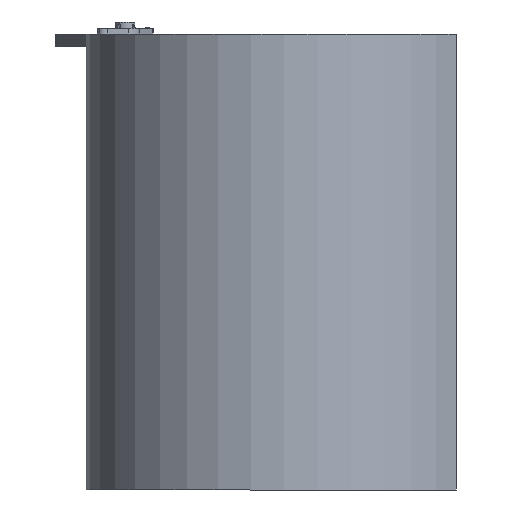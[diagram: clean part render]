
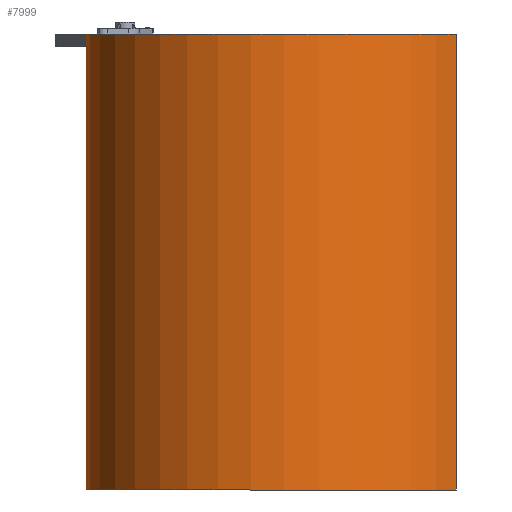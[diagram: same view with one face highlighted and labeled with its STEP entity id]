
A CAD part, front view. The second image highlights one B-rep face of the part: STEP entity #7999.
In plain terms, the highlighted cylindrical face has radius 90.5 mm (diameter 181 mm), a partial arc.
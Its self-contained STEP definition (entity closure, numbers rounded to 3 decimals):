
#472 = DIRECTION ( 'NONE',  ( 0., 0., 1. ) ) ;
#1318 = DIRECTION ( 'NONE',  ( 0., 1., 0. ) ) ;
#1529 = VERTEX_POINT ( 'NONE', #9894 ) ;
#1557 = DIRECTION ( 'NONE',  ( 0., 0., 1. ) ) ;
#3101 = CARTESIAN_POINT ( 'NONE',  ( 10., 1100., 89.946 ) ) ;
#3373 = DIRECTION ( 'NONE',  ( 0., -1., 0. ) ) ;
#3559 = CARTESIAN_POINT ( 'NONE',  ( 0., 205., -90.5 ) ) ;
#3729 = EDGE_CURVE ( 'NONE', #10084, #9200, #6740, .T. ) ;
#4179 = CYLINDRICAL_SURFACE ( 'NONE', #9798, 90.5 ) ;
#4445 = VECTOR ( 'NONE', #6542, 1000. ) ;
#4566 = CARTESIAN_POINT ( 'NONE',  ( 0., 205., 0. ) ) ;
#4709 = LINE ( 'NONE', #3101, #4445 ) ;
#4711 = EDGE_CURVE ( 'NONE', #9200, #9222, #8825, .T. ) ;
#5086 = FACE_OUTER_BOUND ( 'NONE', #8184, .T. ) ;
#5257 = ORIENTED_EDGE ( 'NONE', *, *, #9786, .F. ) ;
#5578 = ORIENTED_EDGE ( 'NONE', *, *, #4711, .T. ) ;
#5994 = ORIENTED_EDGE ( 'NONE', *, *, #8228, .T. ) ;
#6045 = AXIS2_PLACEMENT_3D ( 'NONE', #7370, #8177, #1557 ) ;
#6523 = AXIS2_PLACEMENT_3D ( 'NONE', #4566, #7851, #472 ) ;
#6542 = DIRECTION ( 'NONE',  ( 0., -1., 0. ) ) ;
#6659 = DIRECTION ( 'NONE',  ( 0., 0., -1. ) ) ;
#6740 = CIRCLE ( 'NONE', #6045, 90.5 ) ;
#7370 = CARTESIAN_POINT ( 'NONE',  ( 0., 0., 0. ) ) ;
#7466 = CARTESIAN_POINT ( 'NONE',  ( 0., 1100., 0. ) ) ;
#7647 = CARTESIAN_POINT ( 'NONE',  ( 0., 0., -90.5 ) ) ;
#7851 = DIRECTION ( 'NONE',  ( 0., 1., 0. ) ) ;
#7999 = ADVANCED_FACE ( 'NONE', ( #5086 ), #4179, .T. ) ;
#8177 = DIRECTION ( 'NONE',  ( 0., 1., 0. ) ) ;
#8184 = EDGE_LOOP ( 'NONE', ( #5257, #5994, #8877, #5578 ) ) ;
#8228 = EDGE_CURVE ( 'NONE', #1529, #10084, #4709, .T. ) ;
#8755 = CIRCLE ( 'NONE', #6523, 90.5 ) ;
#8825 = LINE ( 'NONE', #10534, #9449 ) ;
#8877 = ORIENTED_EDGE ( 'NONE', *, *, #3729, .T. ) ;
#9200 = VERTEX_POINT ( 'NONE', #7647 ) ;
#9222 = VERTEX_POINT ( 'NONE', #3559 ) ;
#9449 = VECTOR ( 'NONE', #1318, 1000. ) ;
#9786 = EDGE_CURVE ( 'NONE', #1529, #9222, #8755, .T. ) ;
#9798 = AXIS2_PLACEMENT_3D ( 'NONE', #7466, #3373, #6659 ) ;
#9894 = CARTESIAN_POINT ( 'NONE',  ( 10., 205., 89.946 ) ) ;
#10084 = VERTEX_POINT ( 'NONE', #10489 ) ;
#10489 = CARTESIAN_POINT ( 'NONE',  ( 10., 0., 89.946 ) ) ;
#10534 = CARTESIAN_POINT ( 'NONE',  ( 0., 1100., -90.5 ) ) ;
